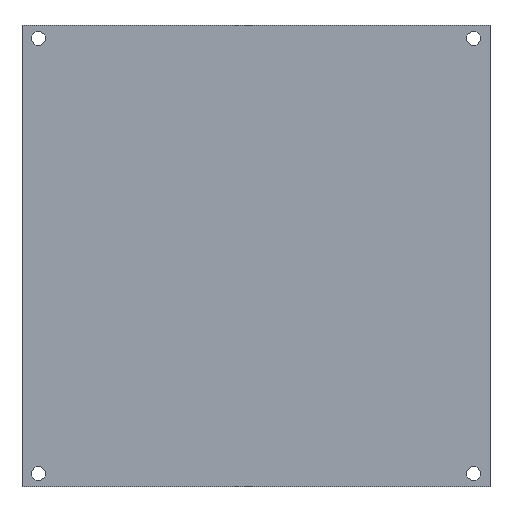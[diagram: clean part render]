
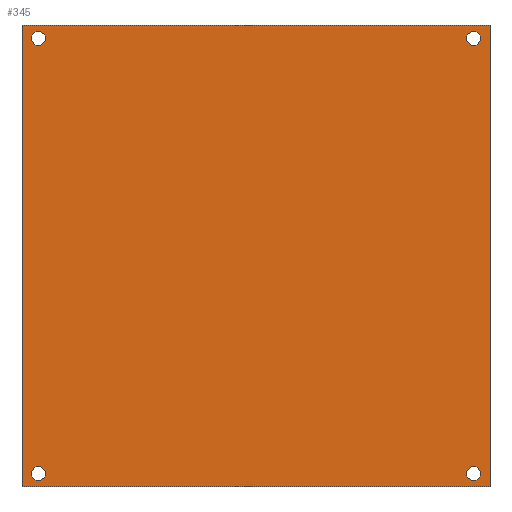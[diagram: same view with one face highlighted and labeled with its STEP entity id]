
A CAD part, front view. The second image highlights one B-rep face of the part: STEP entity #345.
In plain terms, the highlighted planar face has unit normal (0, -1, 0).
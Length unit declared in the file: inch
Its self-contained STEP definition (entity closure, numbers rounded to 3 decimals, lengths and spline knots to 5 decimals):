
#6 = EDGE_CURVE ( 'NONE', #490, #490, #183, .T. ) ;
#12 = VECTOR ( 'NONE', #477, 39.37008 ) ;
#16 = CIRCLE ( 'NONE', #439, 0.1325 ) ;
#18 = ORIENTED_EDGE ( 'NONE', *, *, #430, .T. ) ;
#23 = LINE ( 'NONE', #229, #240 ) ;
#33 = EDGE_CURVE ( 'NONE', #373, #52, #285, .T. ) ;
#42 = CARTESIAN_POINT ( 'NONE',  ( -4.125, 0., 4.125 ) ) ;
#50 = DIRECTION ( 'NONE',  ( 0., 1., 0. ) ) ;
#51 = VECTOR ( 'NONE', #376, 39.37008 ) ;
#52 = VERTEX_POINT ( 'NONE', #414 ) ;
#56 = EDGE_LOOP ( 'NONE', ( #488 ) ) ;
#57 = PLANE ( 'NONE',  #321 ) ;
#67 = DIRECTION ( 'NONE',  ( 0., -1., 0. ) ) ;
#68 = FACE_BOUND ( 'NONE', #290, .T. ) ;
#71 = DIRECTION ( 'NONE',  ( 0., 0., -1. ) ) ;
#83 = DIRECTION ( 'NONE',  ( 0., 0., -1. ) ) ;
#99 = ORIENTED_EDGE ( 'NONE', *, *, #188, .T. ) ;
#109 = DIRECTION ( 'NONE',  ( 0., 0., -1. ) ) ;
#122 = CARTESIAN_POINT ( 'NONE',  ( -4.125, 0., -4.2575 ) ) ;
#132 = ORIENTED_EDGE ( 'NONE', *, *, #6, .T. ) ;
#135 = CARTESIAN_POINT ( 'NONE',  ( 4.4375, 0., 4.375 ) ) ;
#141 = ORIENTED_EDGE ( 'NONE', *, *, #459, .T. ) ;
#144 = EDGE_LOOP ( 'NONE', ( #359 ) ) ;
#149 = CIRCLE ( 'NONE', #524, 0.1325 ) ;
#150 = FACE_BOUND ( 'NONE', #56, .T. ) ;
#155 = EDGE_CURVE ( 'NONE', #358, #358, #16, .T. ) ;
#158 = VERTEX_POINT ( 'NONE', #242 ) ;
#162 = CARTESIAN_POINT ( 'NONE',  ( -4.4375, 0., -4.375 ) ) ;
#183 = CIRCLE ( 'NONE', #355, 0.1325 ) ;
#188 = EDGE_CURVE ( 'NONE', #348, #373, #335, .T. ) ;
#194 = VERTEX_POINT ( 'NONE', #135 ) ;
#212 = VECTOR ( 'NONE', #325, 39.37008 ) ;
#221 = CARTESIAN_POINT ( 'NONE',  ( -4.4375, 0., 4.375 ) ) ;
#229 = CARTESIAN_POINT ( 'NONE',  ( 4.4375, 0., -4.375 ) ) ;
#240 = VECTOR ( 'NONE', #310, 39.37008 ) ;
#242 = CARTESIAN_POINT ( 'NONE',  ( 4.125, 0., -4.2575 ) ) ;
#243 = CARTESIAN_POINT ( 'NONE',  ( -4.4375, 0., -4.375 ) ) ;
#260 = LINE ( 'NONE', #436, #12 ) ;
#274 = DIRECTION ( 'NONE',  ( 0., 1., 0. ) ) ;
#277 = EDGE_LOOP ( 'NONE', ( #141, #499, #99, #473 ) ) ;
#285 = LINE ( 'NONE', #243, #51 ) ;
#290 = EDGE_LOOP ( 'NONE', ( #18 ) ) ;
#310 = DIRECTION ( 'NONE',  ( 0., 0., 1. ) ) ;
#316 = AXIS2_PLACEMENT_3D ( 'NONE', #362, #274, #486 ) ;
#318 = FACE_BOUND ( 'NONE', #144, .T. ) ;
#321 = AXIS2_PLACEMENT_3D ( 'NONE', #350, #67, #71 ) ;
#325 = DIRECTION ( 'NONE',  ( 0., 0., -1. ) ) ;
#327 = VERTEX_POINT ( 'NONE', #122 ) ;
#329 = DIRECTION ( 'NONE',  ( 0., 0., -1. ) ) ;
#333 = CARTESIAN_POINT ( 'NONE',  ( 4.125, 0., 4.125 ) ) ;
#335 = LINE ( 'NONE', #492, #212 ) ;
#345 = ADVANCED_FACE ( 'NONE', ( #425, #68, #469, #318, #150 ), #57, .T. ) ;
#348 = VERTEX_POINT ( 'NONE', #221 ) ;
#350 = CARTESIAN_POINT ( 'NONE',  ( -4.4375, 0., -4.375 ) ) ;
#355 = AXIS2_PLACEMENT_3D ( 'NONE', #42, #407, #83 ) ;
#358 = VERTEX_POINT ( 'NONE', #442 ) ;
#359 = ORIENTED_EDGE ( 'NONE', *, *, #479, .T. ) ;
#362 = CARTESIAN_POINT ( 'NONE',  ( 4.125, 0., -4.125 ) ) ;
#373 = VERTEX_POINT ( 'NONE', #162 ) ;
#376 = DIRECTION ( 'NONE',  ( 1., 0., 0. ) ) ;
#387 = CARTESIAN_POINT ( 'NONE',  ( -4.125, 0., -4.125 ) ) ;
#388 = CIRCLE ( 'NONE', #316, 0.1325 ) ;
#394 = DIRECTION ( 'NONE',  ( 0., 1., 0. ) ) ;
#402 = EDGE_CURVE ( 'NONE', #194, #348, #260, .T. ) ;
#407 = DIRECTION ( 'NONE',  ( 0., 1., 0. ) ) ;
#414 = CARTESIAN_POINT ( 'NONE',  ( 4.4375, 0., -4.375 ) ) ;
#425 = FACE_OUTER_BOUND ( 'NONE', #277, .T. ) ;
#430 = EDGE_CURVE ( 'NONE', #327, #327, #149, .T. ) ;
#436 = CARTESIAN_POINT ( 'NONE',  ( -4.4375, 0., 4.375 ) ) ;
#439 = AXIS2_PLACEMENT_3D ( 'NONE', #333, #50, #329 ) ;
#442 = CARTESIAN_POINT ( 'NONE',  ( 4.125, 0., 3.9925 ) ) ;
#446 = EDGE_LOOP ( 'NONE', ( #132 ) ) ;
#459 = EDGE_CURVE ( 'NONE', #52, #194, #23, .T. ) ;
#469 = FACE_BOUND ( 'NONE', #446, .T. ) ;
#473 = ORIENTED_EDGE ( 'NONE', *, *, #33, .T. ) ;
#477 = DIRECTION ( 'NONE',  ( -1., 0., 0. ) ) ;
#479 = EDGE_CURVE ( 'NONE', #158, #158, #388, .T. ) ;
#480 = CARTESIAN_POINT ( 'NONE',  ( -4.125, 0., 3.9925 ) ) ;
#486 = DIRECTION ( 'NONE',  ( 0., 0., -1. ) ) ;
#488 = ORIENTED_EDGE ( 'NONE', *, *, #155, .T. ) ;
#490 = VERTEX_POINT ( 'NONE', #480 ) ;
#492 = CARTESIAN_POINT ( 'NONE',  ( -4.4375, 0., -4.375 ) ) ;
#499 = ORIENTED_EDGE ( 'NONE', *, *, #402, .T. ) ;
#524 = AXIS2_PLACEMENT_3D ( 'NONE', #387, #394, #109 ) ;
